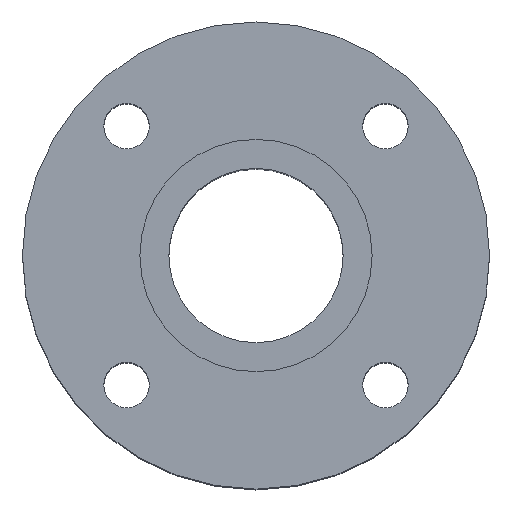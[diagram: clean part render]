
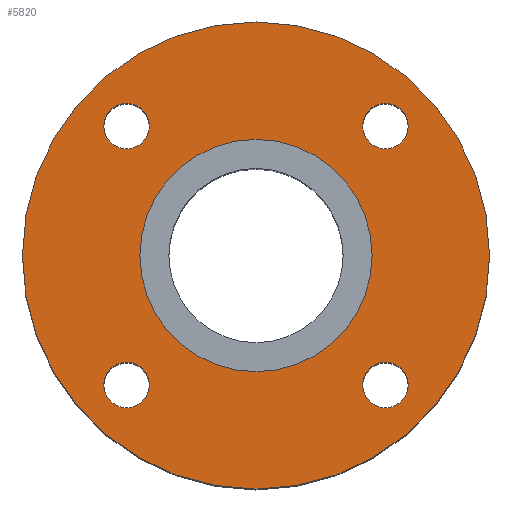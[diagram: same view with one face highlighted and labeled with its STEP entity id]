
A CAD part, top view. The second image highlights one B-rep face of the part: STEP entity #5820.
In plain terms, the highlighted planar face has unit normal (0, 0, 1).
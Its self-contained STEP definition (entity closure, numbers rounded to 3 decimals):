
#33 = DIRECTION ( 'NONE',  ( 0., 1., 0. ) ) ;
#232 = ORIENTED_EDGE ( 'NONE', *, *, #3318, .F. ) ;
#382 = EDGE_LOOP ( 'NONE', ( #28529, #27407 ) ) ;
#539 = CARTESIAN_POINT ( 'NONE',  ( 42.265, 51.265, -1.5 ) ) ;
#739 = EDGE_LOOP ( 'NONE', ( #5503, #6645 ) ) ;
#800 = CARTESIAN_POINT ( 'NONE',  ( 92.5, 0., -1.5 ) ) ;
#864 = VERTEX_POINT ( 'NONE', #22882 ) ;
#1182 = EDGE_LOOP ( 'NONE', ( #232, #25789 ) ) ;
#1293 = AXIS2_PLACEMENT_3D ( 'NONE', #2672, #14711, #12293 ) ;
#1505 = VERTEX_POINT ( 'NONE', #27581 ) ;
#1581 = CARTESIAN_POINT ( 'NONE',  ( 51.265, -51.265, -1.5 ) ) ;
#1687 = AXIS2_PLACEMENT_3D ( 'NONE', #11475, #6630, #33 ) ;
#1909 = CARTESIAN_POINT ( 'NONE',  ( -51.265, -51.265, -1.5 ) ) ;
#2525 = FACE_BOUND ( 'NONE', #10214, .T. ) ;
#2635 = ORIENTED_EDGE ( 'NONE', *, *, #4054, .T. ) ;
#2672 = CARTESIAN_POINT ( 'NONE',  ( -51.265, 51.265, -1.5 ) ) ;
#3318 = EDGE_CURVE ( 'NONE', #26834, #4946, #6229, .T. ) ;
#3607 = CIRCLE ( 'NONE', #11780, 9. ) ;
#4054 = EDGE_CURVE ( 'NONE', #27421, #5805, #18736, .T. ) ;
#4351 = DIRECTION ( 'NONE',  ( 0., 0., 1. ) ) ;
#4609 = AXIS2_PLACEMENT_3D ( 'NONE', #14282, #23473, #27985 ) ;
#4946 = VERTEX_POINT ( 'NONE', #22357 ) ;
#5503 = ORIENTED_EDGE ( 'NONE', *, *, #17318, .F. ) ;
#5664 = DIRECTION ( 'NONE',  ( 0., 0., 1. ) ) ;
#5712 = CARTESIAN_POINT ( 'NONE',  ( 0., 0., -1.5 ) ) ;
#5805 = VERTEX_POINT ( 'NONE', #11410 ) ;
#5820 = ADVANCED_FACE ( 'NONE', ( #23151, #6572, #7020, #2525, #18473, #6718 ), #15923, .F. ) ;
#6136 = CARTESIAN_POINT ( 'NONE',  ( 51.265, -51.265, -1.5 ) ) ;
#6229 = CIRCLE ( 'NONE', #13471, 46. ) ;
#6231 = CARTESIAN_POINT ( 'NONE',  ( 0., 0., -1.5 ) ) ;
#6572 = FACE_BOUND ( 'NONE', #382, .T. ) ;
#6587 = EDGE_CURVE ( 'NONE', #6765, #864, #3607, .T. ) ;
#6630 = DIRECTION ( 'NONE',  ( 0., 0., 1. ) ) ;
#6645 = ORIENTED_EDGE ( 'NONE', *, *, #25337, .F. ) ;
#6718 = FACE_OUTER_BOUND ( 'NONE', #19473, .T. ) ;
#6765 = VERTEX_POINT ( 'NONE', #539 ) ;
#6895 = ORIENTED_EDGE ( 'NONE', *, *, #10415, .F. ) ;
#6925 = AXIS2_PLACEMENT_3D ( 'NONE', #29622, #20738, #11702 ) ;
#7020 = FACE_BOUND ( 'NONE', #27675, .T. ) ;
#7625 = CARTESIAN_POINT ( 'NONE',  ( 42.265, -51.265, -1.5 ) ) ;
#7966 = CIRCLE ( 'NONE', #21917, 9. ) ;
#8271 = EDGE_CURVE ( 'NONE', #5805, #27421, #8414, .T. ) ;
#8414 = CIRCLE ( 'NONE', #11323, 92.5 ) ;
#8801 = DIRECTION ( 'NONE',  ( -1., 0., 0. ) ) ;
#8953 = CARTESIAN_POINT ( 'NONE',  ( -51.265, -51.265, -1.5 ) ) ;
#8972 = DIRECTION ( 'NONE',  ( -1., 0., 0. ) ) ;
#10044 = CARTESIAN_POINT ( 'NONE',  ( 51.265, 51.265, -1.5 ) ) ;
#10214 = EDGE_LOOP ( 'NONE', ( #22482, #18703 ) ) ;
#10413 = CIRCLE ( 'NONE', #1293, 9. ) ;
#10415 = EDGE_CURVE ( 'NONE', #1505, #20633, #14684, .T. ) ;
#10847 = AXIS2_PLACEMENT_3D ( 'NONE', #1581, #19801, #19950 ) ;
#10911 = AXIS2_PLACEMENT_3D ( 'NONE', #1909, #29605, #8972 ) ;
#11323 = AXIS2_PLACEMENT_3D ( 'NONE', #5712, #25924, #14911 ) ;
#11410 = CARTESIAN_POINT ( 'NONE',  ( -92.5, 0., -1.5 ) ) ;
#11475 = CARTESIAN_POINT ( 'NONE',  ( -51.265, 51.265, -1.5 ) ) ;
#11573 = EDGE_CURVE ( 'NONE', #4946, #26834, #23862, .T. ) ;
#11702 = DIRECTION ( 'NONE',  ( -1., 0., 0. ) ) ;
#11780 = AXIS2_PLACEMENT_3D ( 'NONE', #10044, #5664, #12598 ) ;
#12293 = DIRECTION ( 'NONE',  ( 0., 1., 0. ) ) ;
#12339 = AXIS2_PLACEMENT_3D ( 'NONE', #6136, #24377, #24530 ) ;
#12598 = DIRECTION ( 'NONE',  ( 1., 0., 0. ) ) ;
#13471 = AXIS2_PLACEMENT_3D ( 'NONE', #15229, #26527, #17334 ) ;
#13483 = DIRECTION ( 'NONE',  ( 0., 0., 1. ) ) ;
#13566 = EDGE_CURVE ( 'NONE', #18026, #24818, #24381, .T. ) ;
#13698 = DIRECTION ( 'NONE',  ( 1., 0., 0. ) ) ;
#14282 = CARTESIAN_POINT ( 'NONE',  ( 51.265, 51.265, -1.5 ) ) ;
#14387 = EDGE_CURVE ( 'NONE', #20633, #1505, #10413, .T. ) ;
#14684 = CIRCLE ( 'NONE', #1687, 9. ) ;
#14711 = DIRECTION ( 'NONE',  ( 0., 0., 1. ) ) ;
#14819 = ORIENTED_EDGE ( 'NONE', *, *, #14387, .F. ) ;
#14911 = DIRECTION ( 'NONE',  ( 1., 0., 0. ) ) ;
#15229 = CARTESIAN_POINT ( 'NONE',  ( 0., 0., -1.5 ) ) ;
#15923 = PLANE ( 'NONE',  #6925 ) ;
#16138 = CIRCLE ( 'NONE', #10847, 9. ) ;
#16637 = EDGE_CURVE ( 'NONE', #864, #6765, #20503, .T. ) ;
#17072 = CARTESIAN_POINT ( 'NONE',  ( 60.265, -51.265, -1.5 ) ) ;
#17318 = EDGE_CURVE ( 'NONE', #19017, #26776, #17613, .T. ) ;
#17334 = DIRECTION ( 'NONE',  ( 1., 0., 0. ) ) ;
#17403 = CARTESIAN_POINT ( 'NONE',  ( 46., 0., -1.5 ) ) ;
#17410 = CARTESIAN_POINT ( 'NONE',  ( -60.265, 51.265, -1.5 ) ) ;
#17533 = DIRECTION ( 'NONE',  ( 0., 0., 1. ) ) ;
#17613 = CIRCLE ( 'NONE', #12339, 9. ) ;
#18026 = VERTEX_POINT ( 'NONE', #26007 ) ;
#18055 = CARTESIAN_POINT ( 'NONE',  ( 0., 0., -1.5 ) ) ;
#18473 = FACE_BOUND ( 'NONE', #1182, .T. ) ;
#18703 = ORIENTED_EDGE ( 'NONE', *, *, #6587, .F. ) ;
#18736 = CIRCLE ( 'NONE', #24028, 92.5 ) ;
#19017 = VERTEX_POINT ( 'NONE', #17072 ) ;
#19473 = EDGE_LOOP ( 'NONE', ( #2635, #26700 ) ) ;
#19801 = DIRECTION ( 'NONE',  ( 0., 0., 1. ) ) ;
#19950 = DIRECTION ( 'NONE',  ( 0., -1., 0. ) ) ;
#20247 = DIRECTION ( 'NONE',  ( 1., 0., 0. ) ) ;
#20503 = CIRCLE ( 'NONE', #4609, 9. ) ;
#20633 = VERTEX_POINT ( 'NONE', #17410 ) ;
#20738 = DIRECTION ( 'NONE',  ( 0., 0., -1. ) ) ;
#21917 = AXIS2_PLACEMENT_3D ( 'NONE', #8953, #13483, #8801 ) ;
#22357 = CARTESIAN_POINT ( 'NONE',  ( -46., 0., -1.5 ) ) ;
#22482 = ORIENTED_EDGE ( 'NONE', *, *, #16637, .F. ) ;
#22740 = CARTESIAN_POINT ( 'NONE',  ( -42.265, -51.265, -1.5 ) ) ;
#22882 = CARTESIAN_POINT ( 'NONE',  ( 60.265, 51.265, -1.5 ) ) ;
#23151 = FACE_BOUND ( 'NONE', #739, .T. ) ;
#23473 = DIRECTION ( 'NONE',  ( 0., 0., 1. ) ) ;
#23862 = CIRCLE ( 'NONE', #28641, 46. ) ;
#24028 = AXIS2_PLACEMENT_3D ( 'NONE', #6231, #17533, #20247 ) ;
#24377 = DIRECTION ( 'NONE',  ( 0., 0., 1. ) ) ;
#24381 = CIRCLE ( 'NONE', #10911, 9. ) ;
#24530 = DIRECTION ( 'NONE',  ( 0., -1., 0. ) ) ;
#24818 = VERTEX_POINT ( 'NONE', #22740 ) ;
#25337 = EDGE_CURVE ( 'NONE', #26776, #19017, #16138, .T. ) ;
#25789 = ORIENTED_EDGE ( 'NONE', *, *, #11573, .F. ) ;
#25924 = DIRECTION ( 'NONE',  ( 0., 0., 1. ) ) ;
#26007 = CARTESIAN_POINT ( 'NONE',  ( -60.265, -51.265, -1.5 ) ) ;
#26116 = EDGE_CURVE ( 'NONE', #24818, #18026, #7966, .T. ) ;
#26527 = DIRECTION ( 'NONE',  ( 0., 0., 1. ) ) ;
#26700 = ORIENTED_EDGE ( 'NONE', *, *, #8271, .T. ) ;
#26776 = VERTEX_POINT ( 'NONE', #7625 ) ;
#26834 = VERTEX_POINT ( 'NONE', #17403 ) ;
#27407 = ORIENTED_EDGE ( 'NONE', *, *, #13566, .F. ) ;
#27421 = VERTEX_POINT ( 'NONE', #800 ) ;
#27581 = CARTESIAN_POINT ( 'NONE',  ( -42.265, 51.265, -1.5 ) ) ;
#27675 = EDGE_LOOP ( 'NONE', ( #6895, #14819 ) ) ;
#27985 = DIRECTION ( 'NONE',  ( 1., 0., 0. ) ) ;
#28529 = ORIENTED_EDGE ( 'NONE', *, *, #26116, .F. ) ;
#28641 = AXIS2_PLACEMENT_3D ( 'NONE', #18055, #4351, #13698 ) ;
#29605 = DIRECTION ( 'NONE',  ( 0., 0., 1. ) ) ;
#29622 = CARTESIAN_POINT ( 'NONE',  ( 0., 46., -1.5 ) ) ;
